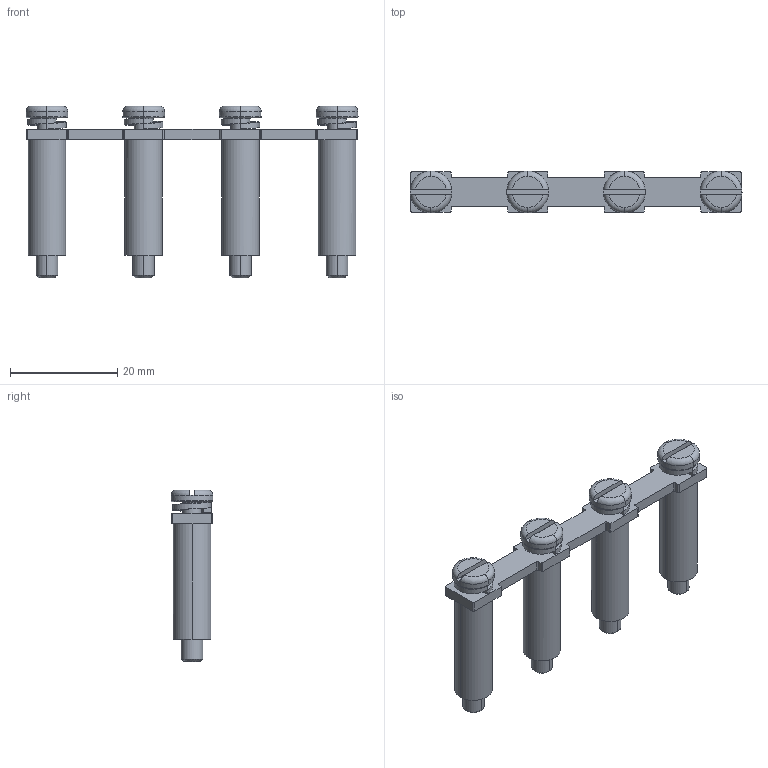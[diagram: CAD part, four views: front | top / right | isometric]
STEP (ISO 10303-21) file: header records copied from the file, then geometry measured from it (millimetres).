
FILE_DESCRIPTION(('CATIA V5 STEP Exchange','CAx-IF Rec.Pracs.--- Model Styling and Organization---1.5--- 2016-08-15','CAx-IF Rec.Pracs.---Supplemental Geometry---1.0---2011-11-01','CAx-IF Rec.Pracs.--- Composite Materials ---1.1---2010-07-15'),'2;1');
FILE_NAME ('D1463464_0', '2025-09-19T07:38:28+00:00', ('none'), ('Weidmueller'), 'CATIA Version 5-6 Release 2024 SP4', 'CATIA V5 STEP AP214 v3', 'none');
FILE_SCHEMA(('AUTOMOTIVE_DESIGN { 1 0 10303 214 1 1 1 1 }'));
Length unit declared in the file: millimetre
Products named in the file (1): 2615100000
Bounding box: 61.8 x 7.8 x 32 mm (x, y, z)
Volume: 4512 mm3; surface area: 6214.6 mm2
Topology: 5 solids, 5 shells, 282 faces, 696 edges, 448 vertices
Faces by surface type: cylinder 100, plane 78, bspline 48, torus 32, cone 24
Entity records: 8372 total; most frequent: CARTESIAN_POINT 2870, ORIENTED_EDGE 1392, DIRECTION 716, EDGE_CURVE 696, VERTEX_POINT 448, AXIS2_PLACEMENT_3D 355, EDGE_LOOP 306, ADVANCED_FACE 282
